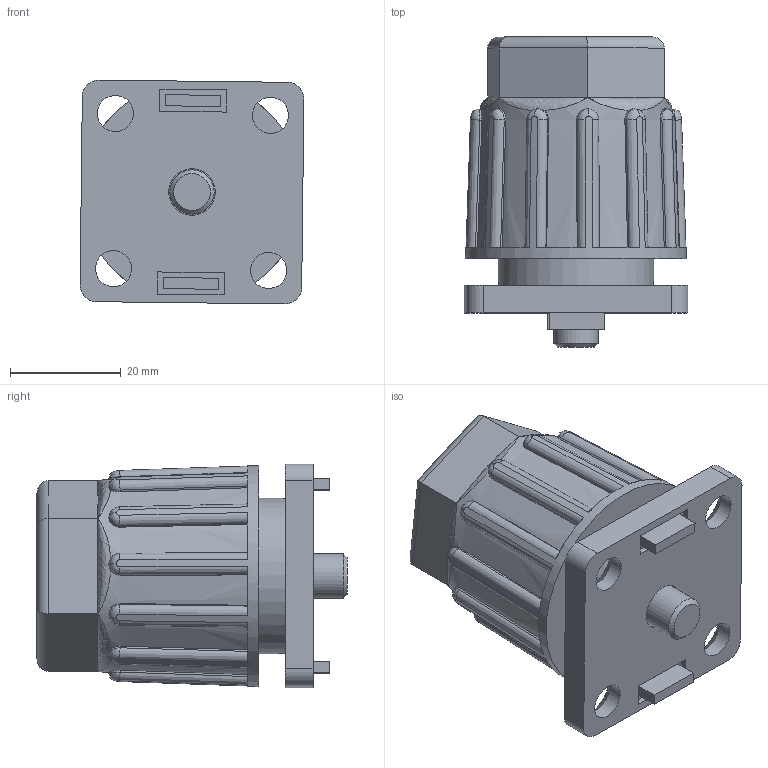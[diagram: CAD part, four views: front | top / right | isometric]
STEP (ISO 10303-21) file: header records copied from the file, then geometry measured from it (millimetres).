
FILE_DESCRIPTION(/* description */ ('Stellfuß 10 Raster 40 PA "Hubschrauber" inkl. Gewinde-Schneidhülse'),/* implementation_level */ '2;1');
FILE_NAME(/* name */ '81296_Stellfuss_10_Raster_40_PA_Hubschrauber_inkl_Gewinde_Schneidhuelse.stp',/* time_stamp */ '2019-11-21T13:59:01+01:00',/* author */ ('Steiner'),/* organization */ (''),/* preprocessor_version */ 'ST-DEVELOPER v17',/* originating_system */ 'Autodesk Inventor 2018',/* authorisation */ '');
FILE_SCHEMA (('AUTOMOTIVE_DESIGN { 1 0 10303 214 3 1 1 }'));
Length unit declared in the file: millimetre
Products named in the file (4): 81296_Stellfuss_10_Raster_40_PA_Hubschrauber_inkl_Gewinde_Schneidhuel
se; 81296_3_Stellfuß 10 Raster 40 PA Hubschrauber inkl. Gewinde-Schne
idhülse Schraube M8; 81296_1_Stellfuß 10 Raster 40 PA Hubschrauber inkl. Gewinde-Schne
idhülse; 81296_2_Stellfuß 10 Raster 40 PA Hubschrauber inkl. Gewinde-Schne
idhülse
Assembly tree (3 placements, depth 2):
  81296_Stellfuss_10_Raster_40_PA_Hubschrauber_inkl_Gewinde_Schneidhuel
se
    81296_3_Stellfuß 10 Raster 40 PA Hubschrauber inkl. Gewinde-Schne
idhülse Schraube M8
    81296_1_Stellfuß 10 Raster 40 PA Hubschrauber inkl. Gewinde-Schne
idhülse
    81296_2_Stellfuß 10 Raster 40 PA Hubschrauber inkl. Gewinde-Schne
idhülse
Bounding box: 40.4 x 55.97 x 40.4 mm (x, y, z)
Volume: 40564.1 mm3; surface area: 22975.7 mm2
Topology: 3 solids, 3 shells, 352 faces, 975 edges, 642 vertices
Faces by surface type: plane 163, cylinder 111, bspline 54, cone 18, torus 6
Full cylindrical faces by diameter (mm): 6.5 x4, 8 x1, 8.4 x1, 8.7 x1, 10 x1, 14 x1, 21 x1, 23 x1, 26 x1, 28 x1
Entity records: 15207 total; most frequent: CARTESIAN_POINT 6436, ORIENTED_EDGE 1950, DIRECTION 1635, EDGE_CURVE 975, VERTEX_POINT 642, AXIS2_PLACEMENT_3D 587, LINE 461, VECTOR 461
